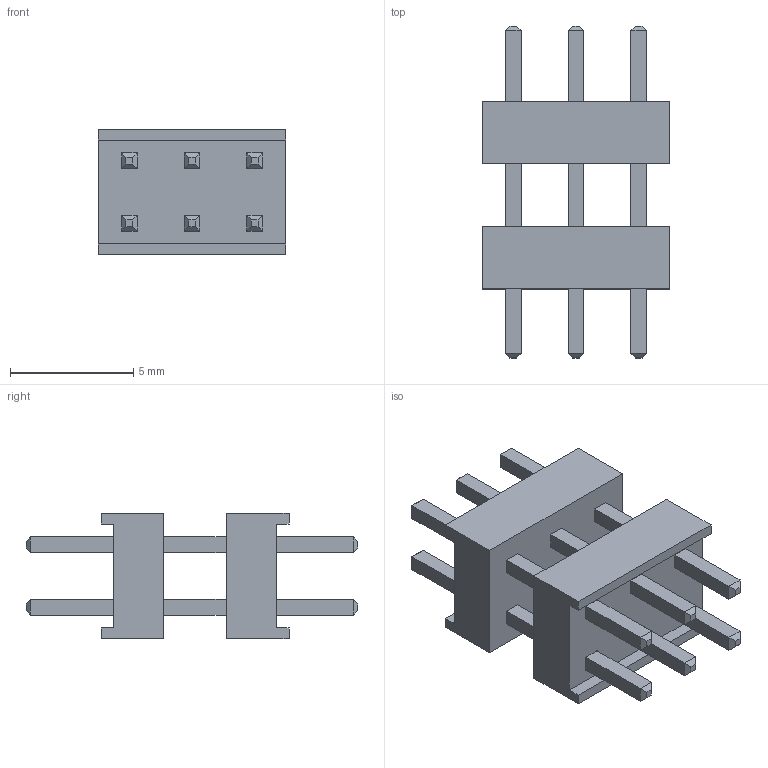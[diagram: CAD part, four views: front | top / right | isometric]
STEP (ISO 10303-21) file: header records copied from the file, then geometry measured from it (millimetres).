
FILE_DESCRIPTION (( 'STEP AP214' ), '1' );
FILE_NAME ('header-stack-2x3-300.step', '2018-08-22T05:41:56', ( 'Ben' ), ( '' ), 'SwSTEP 2.0', 'SolidWorks 2012', '' );
FILE_SCHEMA (( 'AUTOMOTIVE_DESIGN' ));
Length unit declared in the file: inch
Products named in the file (4): _ZW_03_08_G_D_300_110_top_body_6; _ZW_03_08_G_D_300_110_pins_4; _ZW_03_08_G_D_300_110bbody_2; header-stack-2x3-300
Assembly tree (3 placements, depth 2):
  header-stack-2x3-300
    _ZW_03_08_G_D_300_110bbody_2
    _ZW_03_08_G_D_300_110_pins_4
    _ZW_03_08_G_D_300_110_top_body_6
Bounding box: 7.62 x 13.46 x 5.08 mm (x, y, z)
Volume: 191 mm3; surface area: 586.8 mm2
Topology: 3 solids, 3 shells, 178 faces, 444 edges, 280 vertices
Faces by surface type: plane 178
Entity records: 7660 total; most frequent: CARTESIAN_POINT 908, ORIENTED_EDGE 888, DIRECTION 812, EDGE_CURVE 444, VECTOR 444, LINE 444, VERTEX_POINT 280, EDGE_LOOP 210
